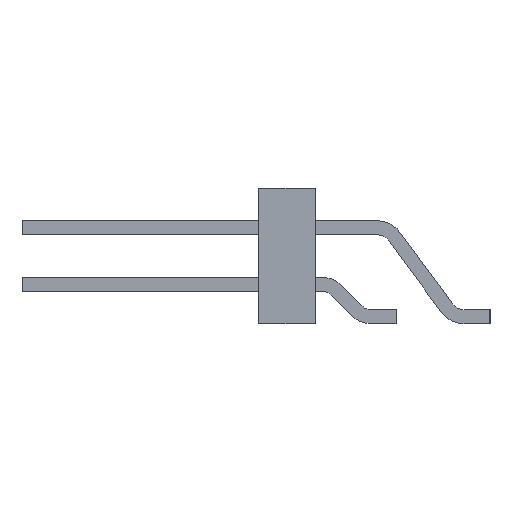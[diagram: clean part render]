
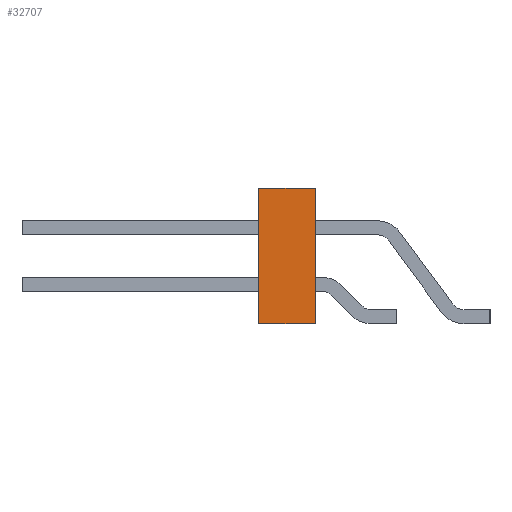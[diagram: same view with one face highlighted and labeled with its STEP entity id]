
A CAD part, left-side view. The second image highlights one B-rep face of the part: STEP entity #32707.
In plain terms, the highlighted face is planar.
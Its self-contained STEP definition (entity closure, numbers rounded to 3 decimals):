
#3946 = VERTEX_POINT('',#3947);
#3947 = CARTESIAN_POINT('',(31.75,3.048,1.27));
#3953 = EDGE_CURVE('',#3946,#3954,#3956,.T.);
#3954 = VERTEX_POINT('',#3955);
#3955 = CARTESIAN_POINT('',(31.75,3.048,-1.27));
#3956 = LINE('',#3957,#3958);
#3957 = CARTESIAN_POINT('',(31.75,3.048,1.27));
#3958 = VECTOR('',#3959,1.);
#3959 = DIRECTION('',(0.,0.,-1.));
#14322 = VERTEX_POINT('',#14323);
#14323 = CARTESIAN_POINT('',(31.75,-3.048,-1.27));
#14329 = EDGE_CURVE('',#14330,#14322,#14332,.T.);
#14330 = VERTEX_POINT('',#14331);
#14331 = CARTESIAN_POINT('',(31.75,-3.048,1.27));
#14332 = LINE('',#14333,#14334);
#14333 = CARTESIAN_POINT('',(31.75,-3.048,1.27));
#14334 = VECTOR('',#14335,1.);
#14335 = DIRECTION('',(0.,0.,-1.));
#24965 = EDGE_CURVE('',#14330,#3946,#24966,.T.);
#24966 = LINE('',#24967,#24968);
#24967 = CARTESIAN_POINT('',(31.75,-3.048,1.27));
#24968 = VECTOR('',#24969,1.);
#24969 = DIRECTION('',(0.,1.,0.));
#29284 = EDGE_CURVE('',#14322,#3954,#29285,.T.);
#29285 = LINE('',#29286,#29287);
#29286 = CARTESIAN_POINT('',(31.75,-3.048,-1.27));
#29287 = VECTOR('',#29288,1.);
#29288 = DIRECTION('',(0.,1.,0.));
#32707 = ADVANCED_FACE('',(#32708),#32714,.F.);
#32708 = FACE_BOUND('',#32709,.T.);
#32709 = EDGE_LOOP('',(#32710,#32711,#32712,#32713));
#32710 = ORIENTED_EDGE('',*,*,#29284,.T.);
#32711 = ORIENTED_EDGE('',*,*,#3953,.F.);
#32712 = ORIENTED_EDGE('',*,*,#24965,.F.);
#32713 = ORIENTED_EDGE('',*,*,#14329,.T.);
#32714 = PLANE('',#32715);
#32715 = AXIS2_PLACEMENT_3D('',#32716,#32717,#32718);
#32716 = CARTESIAN_POINT('',(31.75,-3.048,1.27));
#32717 = DIRECTION('',(-1.,0.,0.));
#32718 = DIRECTION('',(0.,0.,1.));
